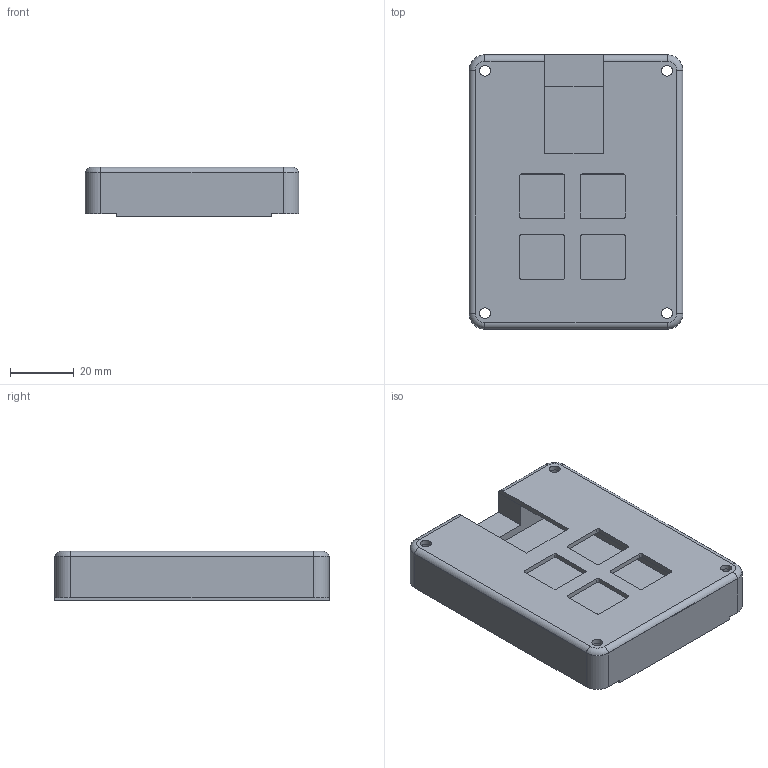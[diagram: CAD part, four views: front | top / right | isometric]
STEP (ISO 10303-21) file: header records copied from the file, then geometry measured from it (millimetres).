
FILE_DESCRIPTION(/* description */ ('STEP AP242 Edition 2','CAx-IF Rec.Pracs.---Representation and Presentation of Product Manufacturing Information (PMI)---4.0---2014-10-13','CAx-IF Rec.Pracs.---3D Tessellated Geometry---0.4---2014-09-14','2;1','CAx-IF Rec.Pracs.---User Defined Attributes---1.5---2016-08-15'),/* implementation_level */ '2;1');
FILE_NAME(/* name */ '692bdea7dcc87949fe6836dd',/* time_stamp */ '2025-11-30T06:05:29Z',/* author */ (''),/* organization */ (''),/* preprocessor_version */ 'ST-DEVELOPER v20',/* originating_system */ 'ONSHAPE BY PTC INC, 1.207',/* authorisation */ ' ');
FILE_SCHEMA (('AP242_MANAGED_MODEL_BASED_3D_ENGINEERING_MIM_LF { 1 0 10303 442 3 1 4 }'));
Length unit declared in the file: metre
Products named in the file (7): Assembly 1; Part 1; Part 4; Part 5; Part 3; Part 2
Assembly tree (6 placements, depth 2):
  Assembly 1
    Part 1
    Part 4
    Part 5
    Part 3
    Part 2
    Part 1
Bounding box: 67.1 x 86.04 x 15.5 mm (x, y, z)
Volume: 51757.1 mm3; surface area: 30567.6 mm2
Topology: 6 solids, 40 shells, 960 faces, 2574 edges, 1716 vertices
Faces by surface type: plane 408, cylinder 276, bspline 272, torus 4
Full cylindrical faces by diameter (mm): 3.4 x8, 6 x8
Entity records: 31345 total; most frequent: CARTESIAN_POINT 8896, ORIENTED_EDGE 5116, DIRECTION 3767, EDGE_CURVE 2558, VERTEX_POINT 1716, LINE 1257, VECTOR 1257, AXIS2_PLACEMENT_3D 1255
